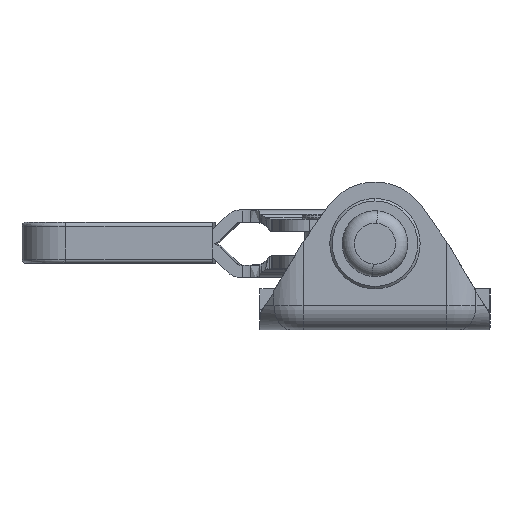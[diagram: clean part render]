
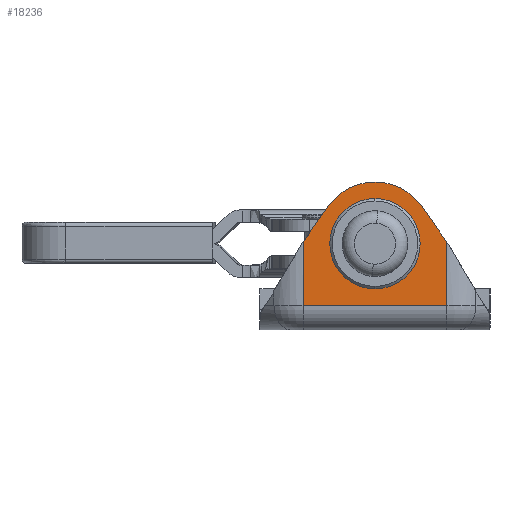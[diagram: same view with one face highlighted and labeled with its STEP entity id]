
A CAD part, left-side view. The second image highlights one B-rep face of the part: STEP entity #18236.
In plain terms, the highlighted planar face has unit normal (-1, 0, 0).
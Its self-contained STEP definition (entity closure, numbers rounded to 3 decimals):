
#557 = CARTESIAN_POINT ( 'NONE',  ( -12.704, -7.04, 10.686 ) ) ;
#865 = VECTOR ( 'NONE', #1597, 1000. ) ;
#1147 = VERTEX_POINT ( 'NONE', #28418 ) ;
#1167 = CARTESIAN_POINT ( 'NONE',  ( -12.704, 10.475, 3. ) ) ;
#1177 = CARTESIAN_POINT ( 'NONE',  ( -12.704, 1.717, 10.5 ) ) ;
#1282 = DIRECTION ( 'NONE',  ( 0., 0., -1. ) ) ;
#1498 = DIRECTION ( 'NONE',  ( 0., 0., 1. ) ) ;
#1597 = DIRECTION ( 'NONE',  ( 0., 0.574, 0.819 ) ) ;
#1625 = AXIS2_PLACEMENT_3D ( 'NONE', #20614, #5726, #23182 ) ;
#1646 = VECTOR ( 'NONE', #13863, 1000. ) ;
#2446 = AXIS2_PLACEMENT_3D ( 'NONE', #1177, #18517, #3652 ) ;
#2904 = DIRECTION ( 'NONE',  ( 1., 0., 0. ) ) ;
#2905 = EDGE_LOOP ( 'NONE', ( #31662, #32227, #8625, #15385, #22173, #19847, #9504 ) ) ;
#3652 = DIRECTION ( 'NONE',  ( 0., 0., 1. ) ) ;
#3995 = VERTEX_POINT ( 'NONE', #26305 ) ;
#5726 = DIRECTION ( 'NONE',  ( -1., 0., 0. ) ) ;
#5923 = VECTOR ( 'NONE', #21584, 1000. ) ;
#7171 = FACE_BOUND ( 'NONE', #19699, .T. ) ;
#7492 = VECTOR ( 'NONE', #1498, 1000. ) ;
#8275 = LINE ( 'NONE', #31219, #7492 ) ;
#8625 = ORIENTED_EDGE ( 'NONE', *, *, #30361, .T. ) ;
#9045 = LINE ( 'NONE', #13657, #28986 ) ;
#9200 = CARTESIAN_POINT ( 'NONE',  ( -12.704, 10.605, 10.5 ) ) ;
#9504 = ORIENTED_EDGE ( 'NONE', *, *, #30440, .T. ) ;
#9832 = CIRCLE ( 'NONE', #2446, 3.85 ) ;
#11577 = CARTESIAN_POINT ( 'NONE',  ( -12.704, 1.717, 11. ) ) ;
#13304 = CIRCLE ( 'NONE', #19046, 7. ) ;
#13648 = DIRECTION ( 'NONE',  ( 1., 0., 0. ) ) ;
#13657 = CARTESIAN_POINT ( 'NONE',  ( -12.704, 10.475, 2. ) ) ;
#13756 = FACE_OUTER_BOUND ( 'NONE', #2905, .T. ) ;
#13863 = DIRECTION ( 'NONE',  ( 0., -1., 0. ) ) ;
#13945 = VERTEX_POINT ( 'NONE', #26680 ) ;
#14072 = DIRECTION ( 'NONE',  ( 0., 0., 1. ) ) ;
#14276 = ORIENTED_EDGE ( 'NONE', *, *, #15013, .F. ) ;
#15013 = EDGE_CURVE ( 'NONE', #15238, #3995, #17260, .T. ) ;
#15156 = VERTEX_POINT ( 'NONE', #1167 ) ;
#15238 = VERTEX_POINT ( 'NONE', #16648 ) ;
#15385 = ORIENTED_EDGE ( 'NONE', *, *, #30401, .T. ) ;
#16648 = CARTESIAN_POINT ( 'NONE',  ( -12.704, 1.717, 6.65 ) ) ;
#17260 = CIRCLE ( 'NONE', #1625, 3.85 ) ;
#17762 = CARTESIAN_POINT ( 'NONE',  ( -12.704, 1.717, 11. ) ) ;
#18236 = ADVANCED_FACE ( 'NONE', ( #7171, #13756 ), #23636, .F. ) ;
#18272 = CARTESIAN_POINT ( 'NONE',  ( -12.704, 10.475, 10.686 ) ) ;
#18505 = CARTESIAN_POINT ( 'NONE',  ( -12.704, 10.475, 2. ) ) ;
#18517 = DIRECTION ( 'NONE',  ( -1., 0., 0. ) ) ;
#18931 = CARTESIAN_POINT ( 'NONE',  ( -12.704, -7.17, 10.5 ) ) ;
#18941 = CARTESIAN_POINT ( 'NONE',  ( -12.704, 1.717, 18. ) ) ;
#19046 = AXIS2_PLACEMENT_3D ( 'NONE', #11577, #29088, #14072 ) ;
#19699 = EDGE_LOOP ( 'NONE', ( #25168, #14276 ) ) ;
#19847 = ORIENTED_EDGE ( 'NONE', *, *, #30405, .F. ) ;
#19902 = LINE ( 'NONE', #18931, #865 ) ;
#20292 = DIRECTION ( 'NONE',  ( 0., 0., 1. ) ) ;
#20614 = CARTESIAN_POINT ( 'NONE',  ( -12.704, 1.717, 10.5 ) ) ;
#21008 = CIRCLE ( 'NONE', #25762, 7. ) ;
#21505 = EDGE_CURVE ( 'NONE', #25366, #13945, #21008, .T. ) ;
#21584 = DIRECTION ( 'NONE',  ( 0., 0.574, -0.819 ) ) ;
#22173 = ORIENTED_EDGE ( 'NONE', *, *, #21505, .F. ) ;
#22765 = VERTEX_POINT ( 'NONE', #31150 ) ;
#23182 = DIRECTION ( 'NONE',  ( 0., 0., 1. ) ) ;
#23636 = PLANE ( 'NONE',  #26936 ) ;
#25168 = ORIENTED_EDGE ( 'NONE', *, *, #30258, .F. ) ;
#25366 = VERTEX_POINT ( 'NONE', #18941 ) ;
#25762 = AXIS2_PLACEMENT_3D ( 'NONE', #17762, #2904, #20292 ) ;
#25887 = LINE ( 'NONE', #9200, #5923 ) ;
#26305 = CARTESIAN_POINT ( 'NONE',  ( -12.704, 1.717, 14.35 ) ) ;
#26669 = VERTEX_POINT ( 'NONE', #557 ) ;
#26680 = CARTESIAN_POINT ( 'NONE',  ( -12.704, -3.84, 15.256 ) ) ;
#26936 = AXIS2_PLACEMENT_3D ( 'NONE', #18505, #13648, #31109 ) ;
#27432 = LINE ( 'NONE', #28885, #1646 ) ;
#27497 = VERTEX_POINT ( 'NONE', #18272 ) ;
#28418 = CARTESIAN_POINT ( 'NONE',  ( -12.704, 7.275, 15.256 ) ) ;
#28885 = CARTESIAN_POINT ( 'NONE',  ( -12.704, 10.475, 3. ) ) ;
#28986 = VECTOR ( 'NONE', #1282, 1000. ) ;
#29088 = DIRECTION ( 'NONE',  ( 1., 0., 0. ) ) ;
#30258 = EDGE_CURVE ( 'NONE', #3995, #15238, #9832, .T. ) ;
#30303 = EDGE_CURVE ( 'NONE', #27497, #15156, #9045, .T. ) ;
#30353 = EDGE_CURVE ( 'NONE', #15156, #22765, #27432, .T. ) ;
#30361 = EDGE_CURVE ( 'NONE', #22765, #26669, #8275, .T. ) ;
#30401 = EDGE_CURVE ( 'NONE', #26669, #13945, #19902, .T. ) ;
#30405 = EDGE_CURVE ( 'NONE', #1147, #25366, #13304, .T. ) ;
#30440 = EDGE_CURVE ( 'NONE', #1147, #27497, #25887, .T. ) ;
#31109 = DIRECTION ( 'NONE',  ( 0., 0., -1. ) ) ;
#31150 = CARTESIAN_POINT ( 'NONE',  ( -12.704, -7.04, 3. ) ) ;
#31219 = CARTESIAN_POINT ( 'NONE',  ( -12.704, -7.04, 2. ) ) ;
#31662 = ORIENTED_EDGE ( 'NONE', *, *, #30303, .T. ) ;
#32227 = ORIENTED_EDGE ( 'NONE', *, *, #30353, .T. ) ;
